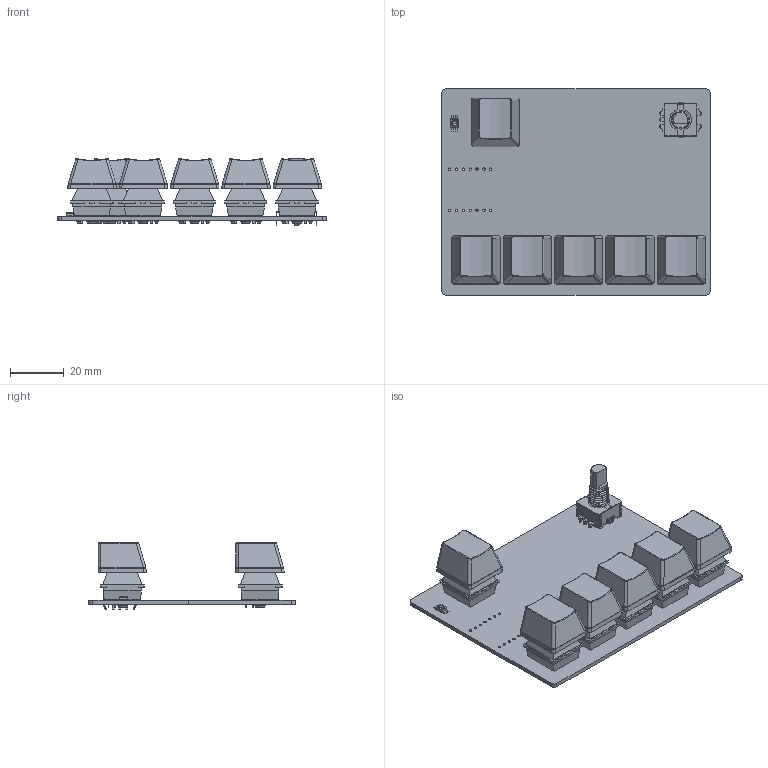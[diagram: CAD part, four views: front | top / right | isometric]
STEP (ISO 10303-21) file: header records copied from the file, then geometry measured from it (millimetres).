
FILE_DESCRIPTION(('KiCad electronic assembly'),'2;1');
FILE_NAME('MediaPad_HC.step','2025-06-02T15:04:35',('Pcbnew'),('Kicad'), 'Open CASCADE STEP processor 7.8','KiCad to STEP converter','Unknown' );
FILE_SCHEMA(('AUTOMOTIVE_DESIGN { 1 0 10303 214 1 1 1 1 }'));
Length unit declared in the file: millimetre
Products named in the file (7): MediaPad_HC 1; Cherry_MX_Switch; MX_Caps_Clear; EC11_Vertical; LED_SK6812MINI-E; MediaPad_HC_PCB; MediaPad_HC 2
Assembly tree (15 placements, depth 2):
  MediaPad_HC 1
    Cherry_MX_Switch  x6
    MX_Caps_Clear  x6
    EC11_Vertical
    LED_SK6812MINI-E
    MediaPad_HC_PCB
  MediaPad_HC 2
Bounding box: 99.5 x 76.5 x 25.1 mm (x, y, z)
Volume: 30847.7 mm3; surface area: 36147.2 mm2
Topology: 24 solids, 24 shells, 3144 faces, 7656 edges, 4632 vertices
Faces by surface type: plane 1320, cylinder 856, bspline 682, sphere 97, cone 65, torus 64, revolution 60
Full cylindrical faces by diameter (mm): 0.889 x14, 1 x5, 1.5 x12, 1.7 x12, 4 x6
Entity records: 36397 total; most frequent: CARTESIAN_POINT 12389, ORIENTED_EDGE 4772, DIRECTION 4192, EDGE_CURVE 2386, VERTEX_POINT 1492, LINE 1466, VECTOR 1466, AXIS2_PLACEMENT_3D 1358
